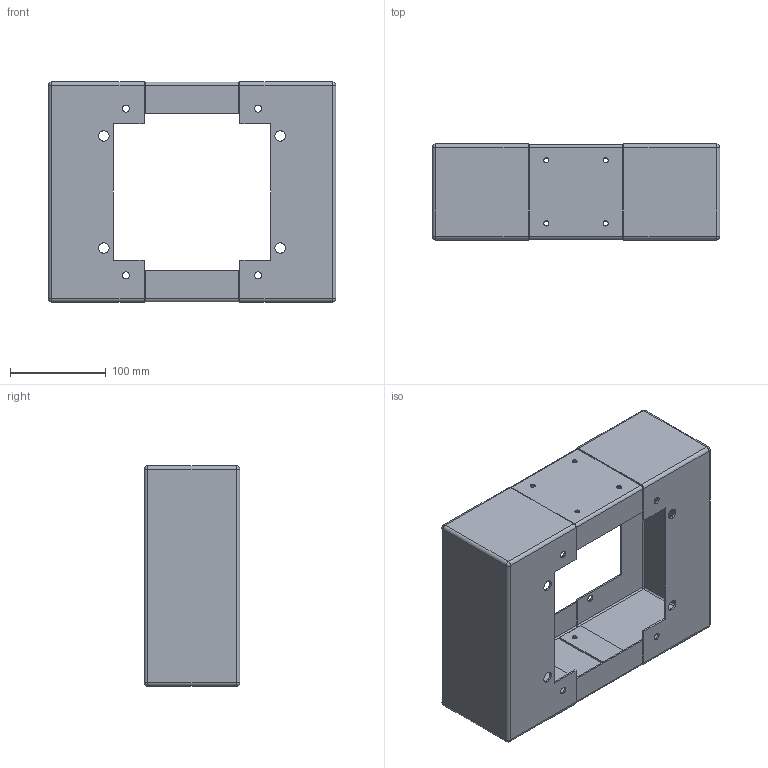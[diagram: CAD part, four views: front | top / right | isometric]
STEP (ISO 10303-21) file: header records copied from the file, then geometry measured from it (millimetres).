
FILE_DESCRIPTION(('STEP AP214'),'1');
FILE_NAME('cctmp_2F03916E-ABD9-4721-BC84-646A3D9DD95A_2023_07_22_16_03_12_0832..stp','2023-07-22T14:03:13',('SIEMENS A&D'),('CADClick - www.CADClick.com'),'Spatial InterOp 3D postprocessed',' ','unknown authorization');
FILE_SCHEMA(('AUTOMOTIVE_DESIGN'));
Length unit declared in the file: millimetre
Products named in the file (9): cc_unnamed; 2023_07_22_16_03_12_0814; 2023_07_22_16_03_12_0810; 2023_07_22_16_03_12_0806; 2023_07_22_16_03_12_0802; 2023_07_22_16_03_12_0798; 2023_07_22_16_03_12_0794; 2023_07_22_16_03_12_0790; 2023_07_22_16_03_12_0786
Assembly tree (8 placements, depth 2):
  cc_unnamed
    2023_07_22_16_03_12_0814
    2023_07_22_16_03_12_0810
    2023_07_22_16_03_12_0806
    2023_07_22_16_03_12_0802
    2023_07_22_16_03_12_0798
    2023_07_22_16_03_12_0794
    2023_07_22_16_03_12_0790
    2023_07_22_16_03_12_0786
Bounding box: 300 x 100 x 230 mm (x, y, z)
Volume: 349230.4 mm3; surface area: 372663.3 mm2
Topology: 8 solids, 8 shells, 192 faces, 496 edges, 304 vertices
Faces by surface type: cylinder 96, plane 80, sphere 16
Entity records: 6639 total; most frequent: DIRECTION 1074, CARTESIAN_POINT 985, ORIENTED_EDGE 960, EDGE_CURVE 480, AXIS2_PLACEMENT_3D 393, VERTEX_POINT 304, LINE 288, VECTOR 288
